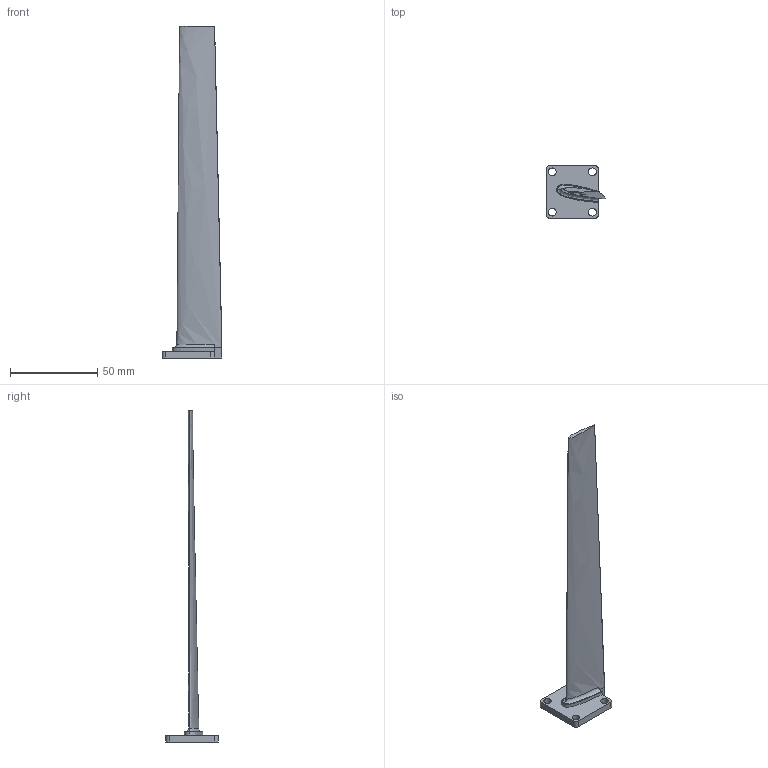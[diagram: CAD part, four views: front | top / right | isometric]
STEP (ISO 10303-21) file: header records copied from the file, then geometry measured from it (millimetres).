
FILE_DESCRIPTION (( 'STEP AP203' ), '1' );
FILE_NAME ('Prop_40.STEP', '2025-08-22T01:40:44', ( '' ), ( '' ), 'SwSTEP 2.0', 'SolidWorks 2024', '' );
FILE_SCHEMA (( 'CONFIG_CONTROL_DESIGN' ));
Length unit declared in the file: millimetre
Products named in the file (1): Prop_40
Bounding box: 34.28 x 30 x 190 mm (x, y, z)
Volume: 11834 mm3; surface area: 11167 mm2
Topology: 1 solids, 1 shells, 33 faces, 89 edges, 58 vertices
Faces by surface type: cylinder 14, plane 10, bspline 9
Entity records: 2250 total; most frequent: CARTESIAN_POINT 1378, ORIENTED_EDGE 178, DIRECTION 142, EDGE_CURVE 89, VERTEX_POINT 58, AXIS2_PLACEMENT_3D 52, EDGE_LOOP 41, LINE 38
